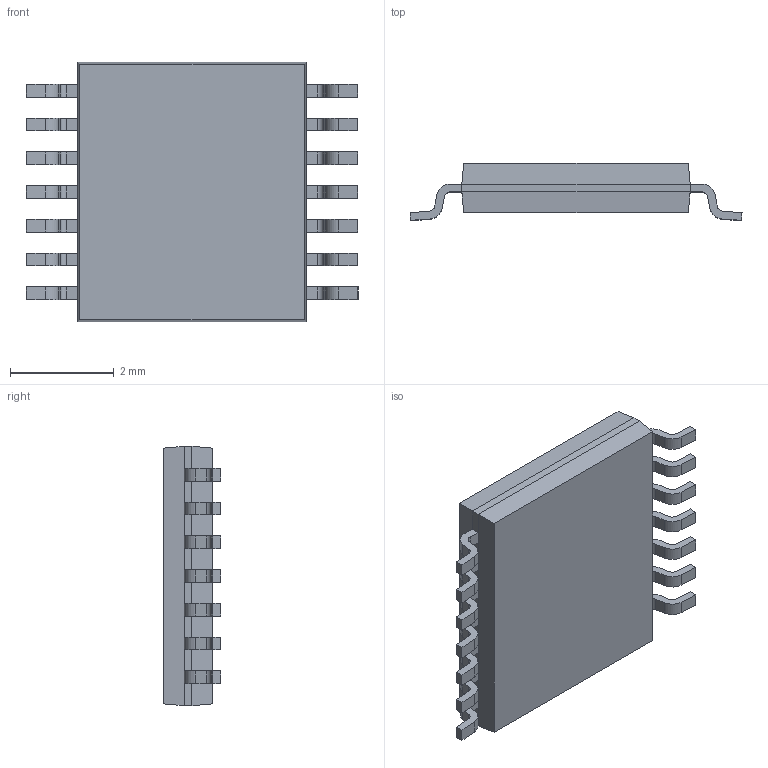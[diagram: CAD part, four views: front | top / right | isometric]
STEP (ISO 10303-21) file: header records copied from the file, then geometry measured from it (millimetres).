
FILE_DESCRIPTION (( 'STEP AP214' ), '1' );
FILE_NAME ('SOT402-1.STEP', '2020-09-17T06:56:19', ( '' ), ( '' ), 'SwSTEP 2.0', 'SolidWorks 2017', '' );
FILE_SCHEMA (( 'AUTOMOTIVE_DESIGN' ));
Length unit declared in the file: millimetre
Products named in the file (1): SOT402-1
Bounding box: 6.4 x 1.1 x 5 mm (x, y, z)
Volume: 21.3 mm3; surface area: 76.9 mm2
Topology: 16 solids, 16 shells, 217 faces, 544 edges, 360 vertices
Faces by surface type: plane 157, cylinder 60
Entity records: 6623 total; most frequent: CARTESIAN_POINT 1122, DIRECTION 1100, ORIENTED_EDGE 1088, EDGE_CURVE 544, LINE 424, VECTOR 424, VERTEX_POINT 360, AXIS2_PLACEMENT_3D 338
